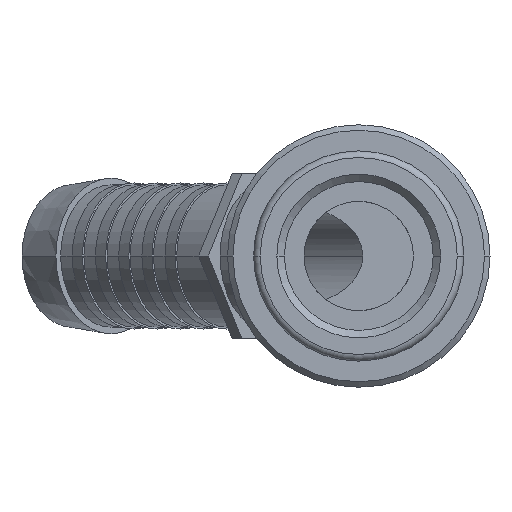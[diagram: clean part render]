
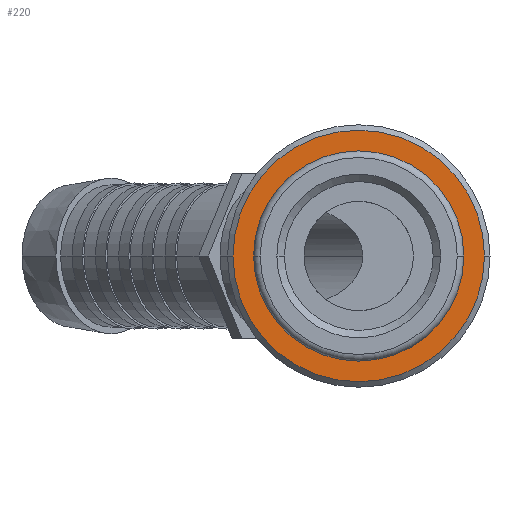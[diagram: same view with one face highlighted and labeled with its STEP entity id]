
A CAD part, front view. The second image highlights one B-rep face of the part: STEP entity #220.
In plain terms, the highlighted planar face has unit normal (0, -1, 0).
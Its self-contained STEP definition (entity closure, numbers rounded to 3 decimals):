
#220=ADVANCED_FACE('',(#475,#476),#477,.T.);
#475=FACE_BOUND('',#754,.T.);
#476=FACE_OUTER_BOUND('',#755,.T.);
#477=PLANE('',#756);
#754=EDGE_LOOP('',(#1302,#1303));
#755=EDGE_LOOP('',(#1304,#1305));
#756=AXIS2_PLACEMENT_3D('',#1306,#1307,#1308);
#1302=ORIENTED_EDGE('',*,*,#1627,.T.);
#1303=ORIENTED_EDGE('',*,*,#1761,.T.);
#1304=ORIENTED_EDGE('',*,*,#1762,.F.);
#1305=ORIENTED_EDGE('',*,*,#1763,.F.);
#1306=CARTESIAN_POINT('',(5.75,3.6,0.0));
#1307=DIRECTION('',(0.,-1.0,0.0));
#1308=DIRECTION('',(-1.0,0.,0.0));
#1627=EDGE_CURVE('',#1947,#1945,#1948,.T.);
#1761=EDGE_CURVE('',#1945,#1947,#2129,.T.);
#1762=EDGE_CURVE('',#2130,#2131,#2132,.T.);
#1763=EDGE_CURVE('',#2131,#2130,#2133,.T.);
#1945=VERTEX_POINT('',#2348);
#1947=VERTEX_POINT('',#2351);
#1948=CIRCLE('',#2352,9.0);
#2129=CIRCLE('',#2684,9.0);
#2130=VERTEX_POINT('',#2685);
#2131=VERTEX_POINT('',#2686);
#2132=CIRCLE('',#2687,11.5);
#2133=CIRCLE('',#2688,11.5);
#2348=CARTESIAN_POINT('',(9.0,3.6,0.));
#2351=CARTESIAN_POINT('',(-9.0,3.6,0.));
#2352=AXIS2_PLACEMENT_3D('',#2867,#2868,#2869);
#2684=AXIS2_PLACEMENT_3D('',#3069,#3070,#3071);
#2685=CARTESIAN_POINT('',(11.5,3.6,0.0));
#2686=CARTESIAN_POINT('',(-11.5,3.6,0.));
#2687=AXIS2_PLACEMENT_3D('',#3072,#3073,#3074);
#2688=AXIS2_PLACEMENT_3D('',#3075,#3076,#3077);
#2867=CARTESIAN_POINT('',(0.0,3.6,0.0));
#2868=DIRECTION('',(0.,1.0,0.0));
#2869=DIRECTION('',(1.0,0.,0.0));
#3069=CARTESIAN_POINT('',(0.0,3.6,0.0));
#3070=DIRECTION('',(0.,1.0,0.0));
#3071=DIRECTION('',(1.0,0.,0.0));
#3072=CARTESIAN_POINT('',(0.0,3.6,0.0));
#3073=DIRECTION('',(-0.0,1.0,0.0));
#3074=DIRECTION('',(1.0,0.0,0.0));
#3075=CARTESIAN_POINT('',(0.0,3.6,0.0));
#3076=DIRECTION('',(-0.0,1.0,0.0));
#3077=DIRECTION('',(1.0,0.0,0.0));
